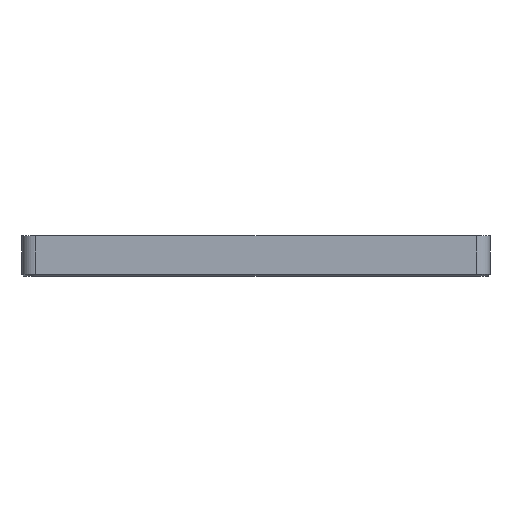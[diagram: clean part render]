
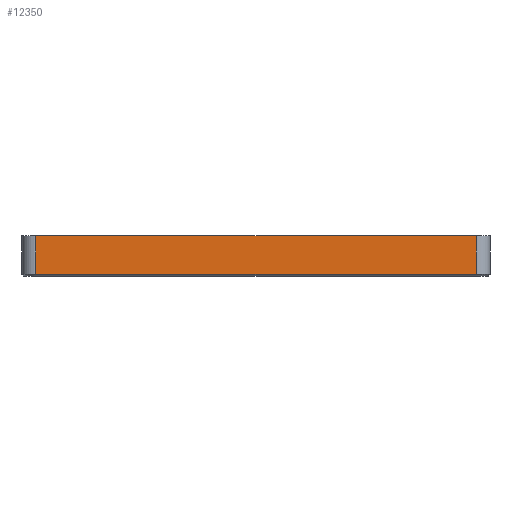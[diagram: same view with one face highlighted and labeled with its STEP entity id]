
A CAD part, front view. The second image highlights one B-rep face of the part: STEP entity #12350.
In plain terms, the highlighted planar face has unit normal (0, -1, 0).
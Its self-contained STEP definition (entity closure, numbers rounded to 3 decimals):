
#612=FACE_OUTER_BOUND('',#1402,.T.);
#1402=EDGE_LOOP('',(#8543,#8544,#8545,#8546));
#2318=LINE('',#18547,#3554);
#2424=LINE('',#18871,#3660);
#2426=LINE('',#18877,#3662);
#2427=LINE('',#18878,#3663);
#3554=VECTOR('',#14542,10.);
#3660=VECTOR('',#14848,10.);
#3662=VECTOR('',#14854,10.);
#3663=VECTOR('',#14855,10.);
#5398=VERTEX_POINT('',#18544);
#5399=VERTEX_POINT('',#18546);
#5517=VERTEX_POINT('',#18870);
#5519=VERTEX_POINT('',#18876);
#6478=EDGE_CURVE('',#5399,#5398,#2318,.T.);
#6640=EDGE_CURVE('',#5399,#5517,#2424,.T.);
#6643=EDGE_CURVE('',#5519,#5398,#2426,.T.);
#6644=EDGE_CURVE('',#5517,#5519,#2427,.T.);
#8543=ORIENTED_EDGE('',*,*,#6478,.T.);
#8544=ORIENTED_EDGE('',*,*,#6643,.F.);
#8545=ORIENTED_EDGE('',*,*,#6644,.F.);
#8546=ORIENTED_EDGE('',*,*,#6640,.F.);
#11931=PLANE('',#13227);
#12350=ADVANCED_FACE('',(#612),#11931,.T.);
#13227=AXIS2_PLACEMENT_3D('',#18875,#14852,#14853);
#14542=DIRECTION('',(-1.,0.,0.));
#14848=DIRECTION('',(0.,0.,-1.));
#14852=DIRECTION('center_axis',(0.,-1.,0.));
#14853=DIRECTION('ref_axis',(-1.,0.,0.));
#14854=DIRECTION('',(0.,0.,1.));
#14855=DIRECTION('',(-1.,0.,0.));
#18544=CARTESIAN_POINT('',(3.75,-1.2,-0.5));
#18546=CARTESIAN_POINT('',(121.75,-1.2,-0.5));
#18547=CARTESIAN_POINT('',(94.125,-1.2,-0.5));
#18870=CARTESIAN_POINT('',(121.75,-1.2,-10.9));
#18871=CARTESIAN_POINT('',(121.75,-1.2,0.));
#18875=CARTESIAN_POINT('Origin',(125.5,-1.2,0.));
#18876=CARTESIAN_POINT('',(3.75,-1.2,-10.9));
#18877=CARTESIAN_POINT('',(3.75,-1.2,0.));
#18878=CARTESIAN_POINT('',(94.125,-1.2,-10.9));
